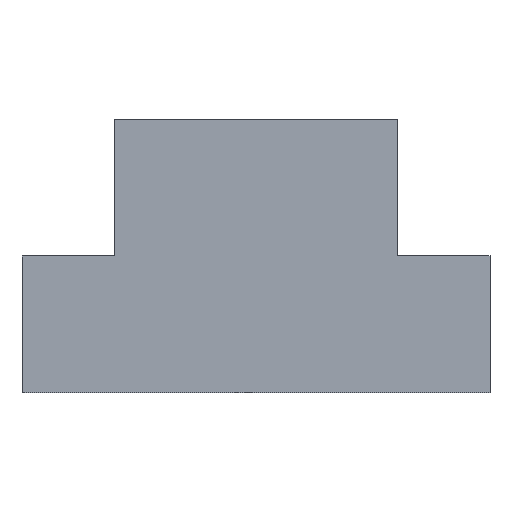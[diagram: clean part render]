
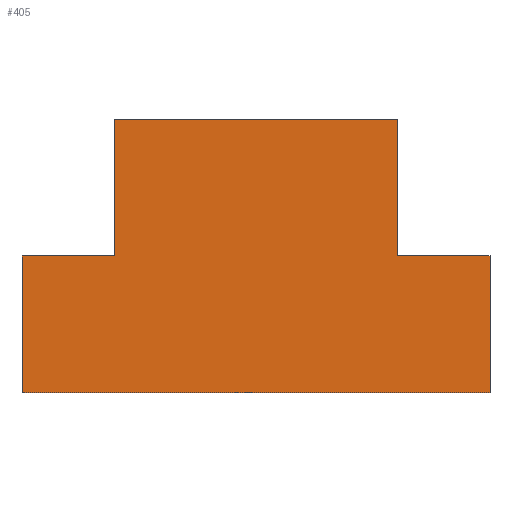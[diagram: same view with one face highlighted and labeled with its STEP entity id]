
A CAD part, front view. The second image highlights one B-rep face of the part: STEP entity #405.
In plain terms, the highlighted planar face has unit normal (0, -1, 0).
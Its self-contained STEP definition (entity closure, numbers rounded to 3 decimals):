
#91=CARTESIAN_POINT('',(-6.85,0.0,4.0));
#92=VERTEX_POINT('',#91);
#93=CARTESIAN_POINT('',(-6.85,0.0,0.0));
#94=VERTEX_POINT('',#93);
#95=CARTESIAN_POINT('',(-6.85,0.0,4.0));
#96=DIRECTION('',(0.0,0.0,-1.0));
#97=VECTOR('',#96,4.0);
#98=LINE('',#95,#97);
#99=EDGE_CURVE('',#92,#94,#98,.T.);
#131=CARTESIAN_POINT('',(6.85,0.0,0.0));
#132=VERTEX_POINT('',#131);
#133=CARTESIAN_POINT('',(-6.85,0.0,0.0));
#134=DIRECTION('',(1.0,0.0,0.0));
#135=VECTOR('',#134,13.7);
#136=LINE('',#133,#135);
#137=EDGE_CURVE('',#94,#132,#136,.T.);
#182=CARTESIAN_POINT('',(6.85,0.0,4.0));
#183=VERTEX_POINT('',#182);
#184=CARTESIAN_POINT('',(6.85,0.0,0.0));
#185=DIRECTION('',(0.0,0.0,1.0));
#186=VECTOR('',#185,4.0);
#187=LINE('',#184,#186);
#188=EDGE_CURVE('',#132,#183,#187,.T.);
#213=CARTESIAN_POINT('',(4.15,0.0,4.0));
#214=VERTEX_POINT('',#213);
#215=CARTESIAN_POINT('',(6.85,0.0,4.0));
#216=DIRECTION('',(-1.0,0.0,0.0));
#217=VECTOR('',#216,2.7);
#218=LINE('',#215,#217);
#219=EDGE_CURVE('',#183,#214,#218,.T.);
#244=CARTESIAN_POINT('',(4.15,0.,8.0));
#245=VERTEX_POINT('',#244);
#246=CARTESIAN_POINT('',(4.15,0.0,4.0));
#247=DIRECTION('',(0.0,0.0,1.0));
#248=VECTOR('',#247,4.0);
#249=LINE('',#246,#248);
#250=EDGE_CURVE('',#214,#245,#249,.T.);
#275=CARTESIAN_POINT('',(-4.15,0.,8.0));
#276=VERTEX_POINT('',#275);
#277=CARTESIAN_POINT('',(4.15,0.,8.0));
#278=DIRECTION('',(-1.0,0.0,0.0));
#279=VECTOR('',#278,8.3);
#280=LINE('',#277,#279);
#281=EDGE_CURVE('',#245,#276,#280,.T.);
#326=CARTESIAN_POINT('',(-4.15,0.0,4.0));
#327=VERTEX_POINT('',#326);
#328=CARTESIAN_POINT('',(-4.15,0.,8.0));
#329=DIRECTION('',(0.0,0.0,-1.0));
#330=VECTOR('',#329,4.0);
#331=LINE('',#328,#330);
#332=EDGE_CURVE('',#276,#327,#331,.T.);
#357=CARTESIAN_POINT('',(-4.15,0.0,4.0));
#358=DIRECTION('',(-1.0,0.0,0.0));
#359=VECTOR('',#358,2.7);
#360=LINE('',#357,#359);
#361=EDGE_CURVE('',#327,#92,#360,.T.);
#390=CARTESIAN_POINT('',(-7.535,0.0,-0.4));
#391=DIRECTION('',(0.0,-1.0,0.0));
#392=DIRECTION('',(1.0,0.0,0.0));
#393=AXIS2_PLACEMENT_3D('',#390,#391,#392);
#394=PLANE('',#393);
#395=ORIENTED_EDGE('',*,*,#99,.T.);
#396=ORIENTED_EDGE('',*,*,#137,.T.);
#397=ORIENTED_EDGE('',*,*,#188,.T.);
#398=ORIENTED_EDGE('',*,*,#219,.T.);
#399=ORIENTED_EDGE('',*,*,#250,.T.);
#400=ORIENTED_EDGE('',*,*,#281,.T.);
#401=ORIENTED_EDGE('',*,*,#332,.T.);
#402=ORIENTED_EDGE('',*,*,#361,.T.);
#403=EDGE_LOOP('',(#395,#396,#397,#398,#399,#400,#401,#402));
#404=FACE_OUTER_BOUND('',#403,.T.);
#405=ADVANCED_FACE('',(#404),#394,.T.);
